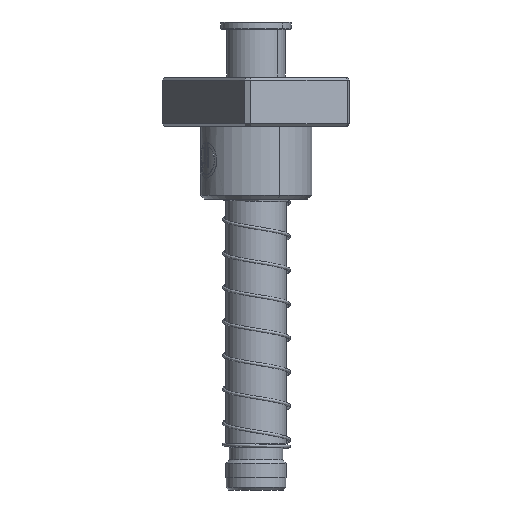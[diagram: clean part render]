
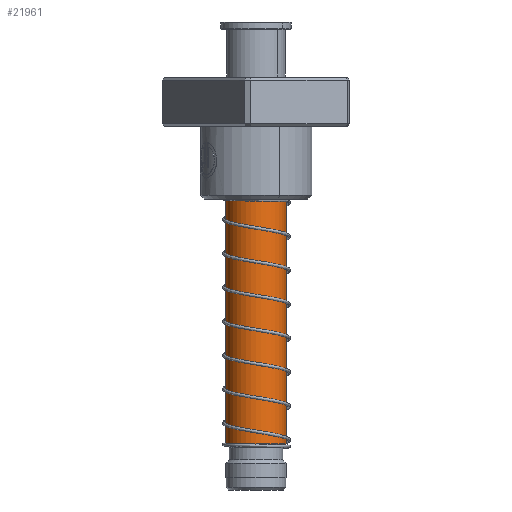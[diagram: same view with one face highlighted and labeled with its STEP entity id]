
A CAD part, front view. The second image highlights one B-rep face of the part: STEP entity #21961.
In plain terms, the highlighted cylindrical face has radius 12.5 mm (diameter 25 mm), a partial arc.
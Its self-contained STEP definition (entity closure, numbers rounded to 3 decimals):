
#1355 = ORIENTED_EDGE ( 'NONE', *, *, #10987, .F. ) ;
#2194 = DIRECTION ( 'NONE',  ( 0., 0., -1. ) ) ;
#3833 = EDGE_CURVE ( 'NONE', #8325, #20972, #20715, .T. ) ;
#3990 = VECTOR ( 'NONE', #5429, 1000. ) ;
#4561 = FACE_OUTER_BOUND ( 'NONE', #28907, .T. ) ;
#4829 = CARTESIAN_POINT ( 'NONE',  ( 12.5, 0., 170. ) ) ;
#5015 = EDGE_CURVE ( 'NONE', #5771, #20972, #27658, .T. ) ;
#5166 = DIRECTION ( 'NONE',  ( -1., 0., 0. ) ) ;
#5429 = DIRECTION ( 'NONE',  ( 0., 0., -1. ) ) ;
#5771 = VERTEX_POINT ( 'NONE', #18066 ) ;
#6373 = VECTOR ( 'NONE', #14289, 1000. ) ;
#8026 = AXIS2_PLACEMENT_3D ( 'NONE', #27746, #2194, #18454 ) ;
#8325 = VERTEX_POINT ( 'NONE', #13494 ) ;
#8576 = DIRECTION ( 'NONE',  ( 0., 0., -1. ) ) ;
#9865 = CARTESIAN_POINT ( 'NONE',  ( -12.5, 0., 170. ) ) ;
#10327 = ORIENTED_EDGE ( 'NONE', *, *, #3833, .T. ) ;
#10957 = AXIS2_PLACEMENT_3D ( 'NONE', #14419, #19063, #5166 ) ;
#10987 = EDGE_CURVE ( 'NONE', #13211, #5771, #20912, .T. ) ;
#12942 = CARTESIAN_POINT ( 'NONE',  ( 0., 0., 170. ) ) ;
#13211 = VERTEX_POINT ( 'NONE', #28009 ) ;
#13494 = CARTESIAN_POINT ( 'NONE',  ( -12.5, 0., 167.5 ) ) ;
#14289 = DIRECTION ( 'NONE',  ( 0., 0., -1. ) ) ;
#14419 = CARTESIAN_POINT ( 'NONE',  ( 0., 0., 19. ) ) ;
#18066 = CARTESIAN_POINT ( 'NONE',  ( 12.5, 0., 19. ) ) ;
#18454 = DIRECTION ( 'NONE',  ( 1., 0., 0. ) ) ;
#19063 = DIRECTION ( 'NONE',  ( 0., 0., -1. ) ) ;
#20195 = CARTESIAN_POINT ( 'NONE',  ( -12.5, 0., 19. ) ) ;
#20472 = EDGE_CURVE ( 'NONE', #13211, #8325, #29729, .T. ) ;
#20715 = LINE ( 'NONE', #9865, #3990 ) ;
#20912 = LINE ( 'NONE', #4829, #6373 ) ;
#20972 = VERTEX_POINT ( 'NONE', #20195 ) ;
#21665 = ORIENTED_EDGE ( 'NONE', *, *, #5015, .F. ) ;
#21961 = ADVANCED_FACE ( 'NONE', ( #4561 ), #27123, .T. ) ;
#23569 = ORIENTED_EDGE ( 'NONE', *, *, #20472, .T. ) ;
#27084 = DIRECTION ( 'NONE',  ( -1., 0., 0. ) ) ;
#27123 = CYLINDRICAL_SURFACE ( 'NONE', #29080, 12.5 ) ;
#27658 = CIRCLE ( 'NONE', #10957, 12.5 ) ;
#27746 = CARTESIAN_POINT ( 'NONE',  ( 0., 0., 167.5 ) ) ;
#28009 = CARTESIAN_POINT ( 'NONE',  ( 12.5, 0., 167.5 ) ) ;
#28907 = EDGE_LOOP ( 'NONE', ( #1355, #23569, #10327, #21665 ) ) ;
#29080 = AXIS2_PLACEMENT_3D ( 'NONE', #12942, #8576, #27084 ) ;
#29729 = CIRCLE ( 'NONE', #8026, 12.5 ) ;
